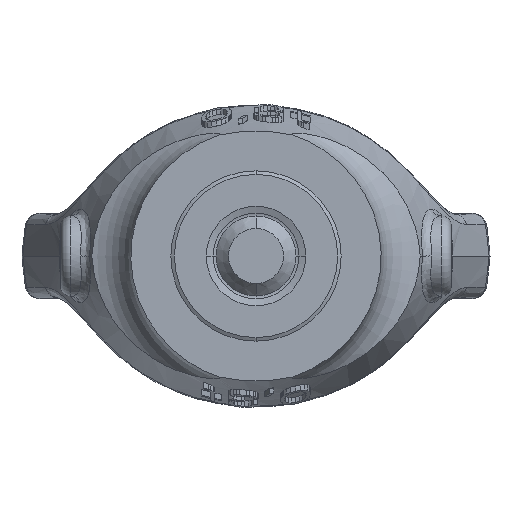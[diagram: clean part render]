
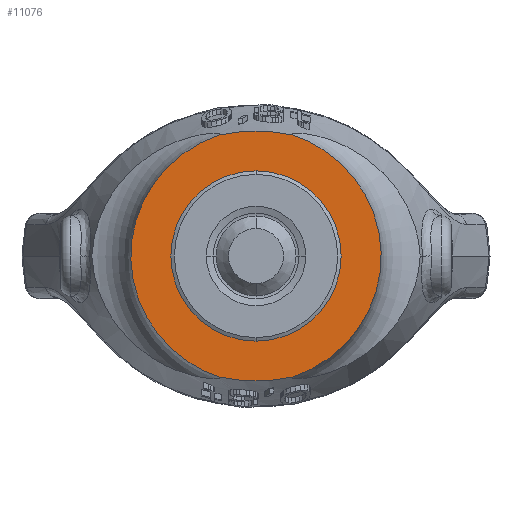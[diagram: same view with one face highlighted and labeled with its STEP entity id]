
A CAD part, front view. The second image highlights one B-rep face of the part: STEP entity #11076.
In plain terms, the highlighted planar face has unit normal (0, -1, 0).
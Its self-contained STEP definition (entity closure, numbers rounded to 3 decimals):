
#2271=CARTESIAN_POINT('',(3.597,0.,-12.102));
#2272=CARTESIAN_POINT('',(4.351,0.,-11.856));
#2273=CARTESIAN_POINT('',(5.783,0.,-11.24));
#2274=CARTESIAN_POINT('',(7.738,0.,-9.952));
#2275=CARTESIAN_POINT('',(9.412,0.,-8.352));
#2276=CARTESIAN_POINT('',(10.766,0.,-6.495));
#2277=CARTESIAN_POINT('',(11.758,0.,-4.441));
#2278=CARTESIAN_POINT('',(12.364,0.,-2.254));
#2279=CARTESIAN_POINT('',(12.568,0.,0.));
#2280=CARTESIAN_POINT('',(12.364,0.,2.254));
#2281=CARTESIAN_POINT('',(11.758,0.,4.441));
#2282=CARTESIAN_POINT('',(10.766,0.,6.495));
#2283=CARTESIAN_POINT('',(9.412,0.,8.352));
#2284=CARTESIAN_POINT('',(7.738,0.,9.952));
#2285=CARTESIAN_POINT('',(5.783,0.,11.24));
#2286=CARTESIAN_POINT('',(4.351,0.,11.856));
#2287=CARTESIAN_POINT('',(3.597,0.,12.102));
#2289=CARTESIAN_POINT('',(3.597,0.,-12.102));
#2290=CARTESIAN_POINT('',(3.335,0.,-12.161));
#2291=CARTESIAN_POINT('',(2.153,0.,-12.396));
#2292=CARTESIAN_POINT('',(0.,0.,-12.581));
#2293=CARTESIAN_POINT('',(-2.153,0.,-12.396));
#2294=CARTESIAN_POINT('',(-3.335,0.,-12.161));
#2295=CARTESIAN_POINT('',(-3.597,0.,-12.102));
#2297=CARTESIAN_POINT('',(3.597,0.,12.102));
#2298=CARTESIAN_POINT('',(3.335,0.,12.161));
#2299=CARTESIAN_POINT('',(2.153,0.,12.396));
#2300=CARTESIAN_POINT('',(0.,0.,12.581));
#2301=CARTESIAN_POINT('',(-2.153,0.,12.396));
#2302=CARTESIAN_POINT('',(-3.335,0.,12.161));
#2303=CARTESIAN_POINT('',(-3.597,0.,12.102));
#2305=CARTESIAN_POINT('',(0.,0.,0.));
#2306=DIRECTION('',(0.,-1.,0.));
#2307=DIRECTION('',(1.,0.,0.));
#2308=AXIS2_PLACEMENT_3D('',#2305,#2306,#2307);
#2310=CARTESIAN_POINT('',(0.,0.,0.));
#2311=DIRECTION('',(0.,-1.,0.));
#2312=DIRECTION('',(-1.,0.,0.));
#2313=AXIS2_PLACEMENT_3D('',#2310,#2311,#2312);
#2315=CARTESIAN_POINT('',(-3.597,0.,12.102));
#2316=CARTESIAN_POINT('',(-4.351,0.,11.856));
#2317=CARTESIAN_POINT('',(-5.783,0.,11.24));
#2318=CARTESIAN_POINT('',(-7.738,0.,9.952));
#2319=CARTESIAN_POINT('',(-9.412,0.,8.352));
#2320=CARTESIAN_POINT('',(-10.766,0.,6.495));
#2321=CARTESIAN_POINT('',(-11.758,0.,4.441));
#2322=CARTESIAN_POINT('',(-12.364,0.,2.254));
#2323=CARTESIAN_POINT('',(-12.568,0.,0.));
#2324=CARTESIAN_POINT('',(-12.364,0.,-2.254));
#2325=CARTESIAN_POINT('',(-11.758,0.,-4.441));
#2326=CARTESIAN_POINT('',(-10.766,0.,-6.495));
#2327=CARTESIAN_POINT('',(-9.412,0.,-8.352));
#2328=CARTESIAN_POINT('',(-7.738,0.,-9.952));
#2329=CARTESIAN_POINT('',(-5.783,0.,-11.24));
#2330=CARTESIAN_POINT('',(-4.351,0.,-11.856));
#2331=CARTESIAN_POINT('',(-3.597,0.,-12.102));
#8046=CARTESIAN_POINT('',(8.5,0.,0.));
#8047=CARTESIAN_POINT('',(-8.5,0.,0.));
#8048=VERTEX_POINT('',#8046);
#8049=VERTEX_POINT('',#8047);
#8913=VERTEX_POINT('',#2297);
#8914=VERTEX_POINT('',#2303);
#8915=VERTEX_POINT('',#2289);
#8916=VERTEX_POINT('',#2295);
#11058=CARTESIAN_POINT('',(-14.387,0.,0.));
#11059=DIRECTION('',(0.,-1.,0.));
#11060=DIRECTION('',(1.,0.,0.));
#11061=AXIS2_PLACEMENT_3D('',#11058,#11059,#11060);
#11062=PLANE('',#11061);
#11063=ORIENTED_EDGE('',*,*,#11051,.F.);
#11064=ORIENTED_EDGE('',*,*,#9564,.T.);
#11066=ORIENTED_EDGE('',*,*,#11065,.F.);
#11067=ORIENTED_EDGE('',*,*,#10002,.F.);
#11068=EDGE_LOOP('',(#11063,#11064,#11066,#11067));
#11069=FACE_OUTER_BOUND('',#11068,.F.);
#11071=ORIENTED_EDGE('',*,*,#11070,.T.);
#11073=ORIENTED_EDGE('',*,*,#11072,.T.);
#11074=EDGE_LOOP('',(#11071,#11073));
#11075=FACE_BOUND('',#11074,.F.);
#11076=ADVANCED_FACE('',(#11069,#11075),#11062,.T.);
#2288=B_SPLINE_CURVE_WITH_KNOTS('',3,(#2271,#2272,#2273,#2274,#2275,#2276,#2277,
#2278,#2279,#2280,#2281,#2282,#2283,#2284,#2285,#2286,#2287),.UNSPECIFIED.,.F.,
.F.,(4,1,1,1,1,1,1,1,1,1,1,1,1,1,4),(0.,0.071,0.143,
0.214,0.286,0.357,0.429,0.5,
0.571,0.643,0.714,0.786,
0.857,0.929,1.),.UNSPECIFIED.);
#2296=B_SPLINE_CURVE_WITH_KNOTS('',3,(#2289,#2290,#2291,#2292,#2293,#2294,
#2295),.UNSPECIFIED.,.F.,.F.,(4,1,1,1,4),(0.,0.112,0.5,
0.888,1.),.UNSPECIFIED.);
#2304=B_SPLINE_CURVE_WITH_KNOTS('',3,(#2297,#2298,#2299,#2300,#2301,#2302,
#2303),.UNSPECIFIED.,.F.,.F.,(4,1,1,1,4),(0.,0.112,0.5,
0.888,1.),.UNSPECIFIED.);
#2309=CIRCLE('',#2308,8.5);
#2314=CIRCLE('',#2313,8.5);
#2332=B_SPLINE_CURVE_WITH_KNOTS('',3,(#2315,#2316,#2317,#2318,#2319,#2320,#2321,
#2322,#2323,#2324,#2325,#2326,#2327,#2328,#2329,#2330,#2331),.UNSPECIFIED.,.F.,
.F.,(4,1,1,1,1,1,1,1,1,1,1,1,1,1,4),(0.,0.071,0.143,
0.214,0.286,0.357,0.429,0.5,
0.571,0.643,0.714,0.786,
0.857,0.929,1.),.UNSPECIFIED.);
#9564=EDGE_CURVE('',#8915,#8916,#2296,.T.);
#10002=EDGE_CURVE('',#8913,#8914,#2304,.T.);
#11051=EDGE_CURVE('',#8915,#8913,#2288,.T.);
#11065=EDGE_CURVE('',#8914,#8916,#2332,.T.);
#11070=EDGE_CURVE('',#8048,#8049,#2309,.T.);
#11072=EDGE_CURVE('',#8049,#8048,#2314,.T.);
